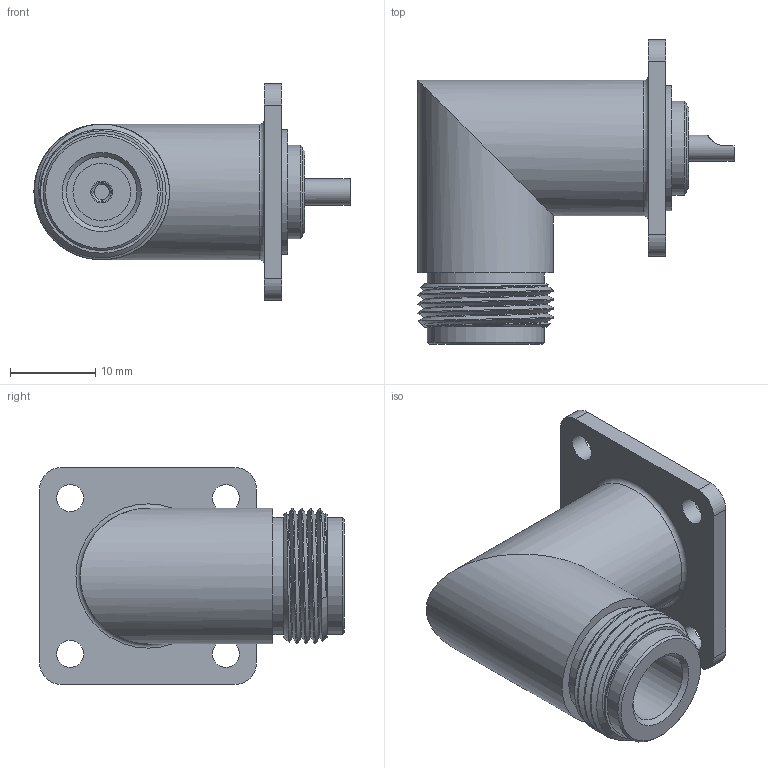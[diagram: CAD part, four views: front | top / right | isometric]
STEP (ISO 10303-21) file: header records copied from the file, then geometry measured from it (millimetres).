
FILE_DESCRIPTION (( 'STEP AP203' ), '1' );
FILE_NAME ('FMCN1385_3D.step', '2021-08-23T14:58:58', ( '' ), ( '' ), 'SwSTEP 2.0', 'SolidWorks 2021', '' );
FILE_SCHEMA (( 'CONFIG_CONTROL_DESIGN' ));
Length unit declared in the file: inch
Products named in the file (1): FMCN1385_3D
Bounding box: 37.02 x 35.69 x 25.4 mm (x, y, z)
Volume: 8929.1 mm3; surface area: 4556.9 mm2
Topology: 1 solids, 2 shells, 83 faces, 199 edges, 132 vertices
Faces by surface type: plane 35, cylinder 32, cone 12, bspline 3, torus 1
Full cylindrical faces by diameter (mm): 1.778 x1, 2.54 x2, 3.048 x1, 3.175 x4, 6.731 x1, 7.62 x1, 8.255 x2, 10.998 x1, 13.716 x2, 14.656 x1, 15.875 x2
Entity records: 3344 total; most frequent: CARTESIAN_POINT 1603, DIRECTION 326, ORIENTED_EDGE 318, EDGE_CURVE 159, AXIS2_PLACEMENT_3D 141, EDGE_LOOP 126, VERTEX_POINT 119, FACE_OUTER_BOUND 100
